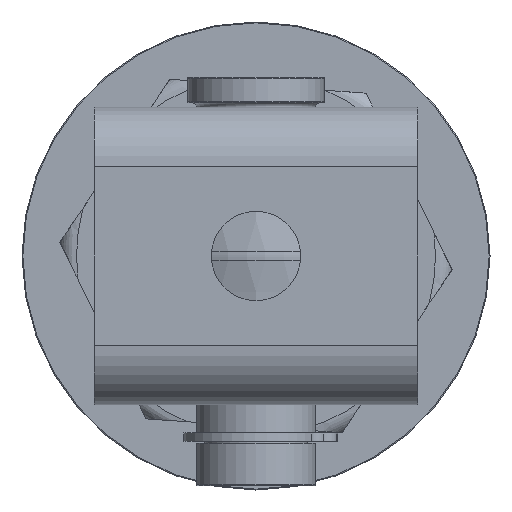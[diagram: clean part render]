
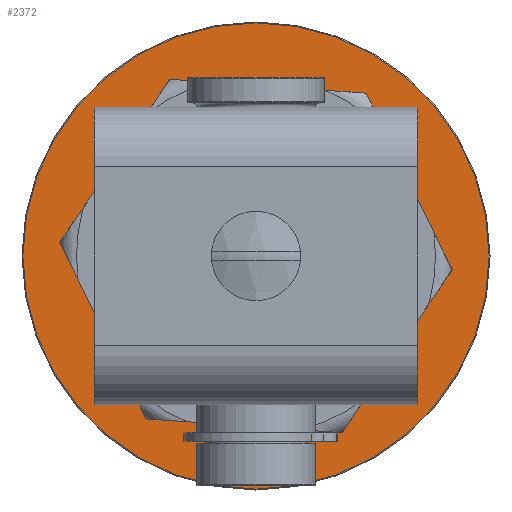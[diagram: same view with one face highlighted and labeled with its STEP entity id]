
A CAD part, left-side view. The second image highlights one B-rep face of the part: STEP entity #2372.
In plain terms, the highlighted face is planar.
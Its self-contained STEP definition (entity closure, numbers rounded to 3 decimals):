
#94=FACE_BOUND('',#419,.T.);
#130=PLANE('',#2742);
#266=FACE_OUTER_BOUND('',#418,.T.);
#418=EDGE_LOOP('',(#2071));
#419=EDGE_LOOP('',(#2072));
#530=CIRCLE('',#2740,15.1);
#532=CIRCLE('',#2743,27.4);
#1096=VERTEX_POINT('',#8782);
#1097=VERTEX_POINT('',#8786);
#1428=EDGE_CURVE('',#1096,#1096,#530,.T.);
#1430=EDGE_CURVE('',#1097,#1097,#532,.T.);
#2071=ORIENTED_EDGE('',*,*,#1430,.F.);
#2072=ORIENTED_EDGE('',*,*,#1428,.F.);
#2372=ADVANCED_FACE('',(#266,#94),#130,.F.);
#2740=AXIS2_PLACEMENT_3D('',#8783,#3257,#3258);
#2742=AXIS2_PLACEMENT_3D('',#8785,#3261,#3262);
#2743=AXIS2_PLACEMENT_3D('',#8787,#3263,#3264);
#3257=DIRECTION('center_axis',(0.,0.,1.));
#3258=DIRECTION('ref_axis',(-1.,0.,0.));
#3261=DIRECTION('center_axis',(0.,0.,-1.));
#3262=DIRECTION('ref_axis',(-1.,0.,0.));
#3263=DIRECTION('center_axis',(0.,0.,-1.));
#3264=DIRECTION('ref_axis',(-1.,0.,0.));
#8782=CARTESIAN_POINT('',(15.1,0.,4.));
#8783=CARTESIAN_POINT('Origin',(0.,0.,4.));
#8785=CARTESIAN_POINT('Origin',(0.,0.,4.));
#8786=CARTESIAN_POINT('',(27.4,0.,4.));
#8787=CARTESIAN_POINT('Origin',(0.,0.,4.));
